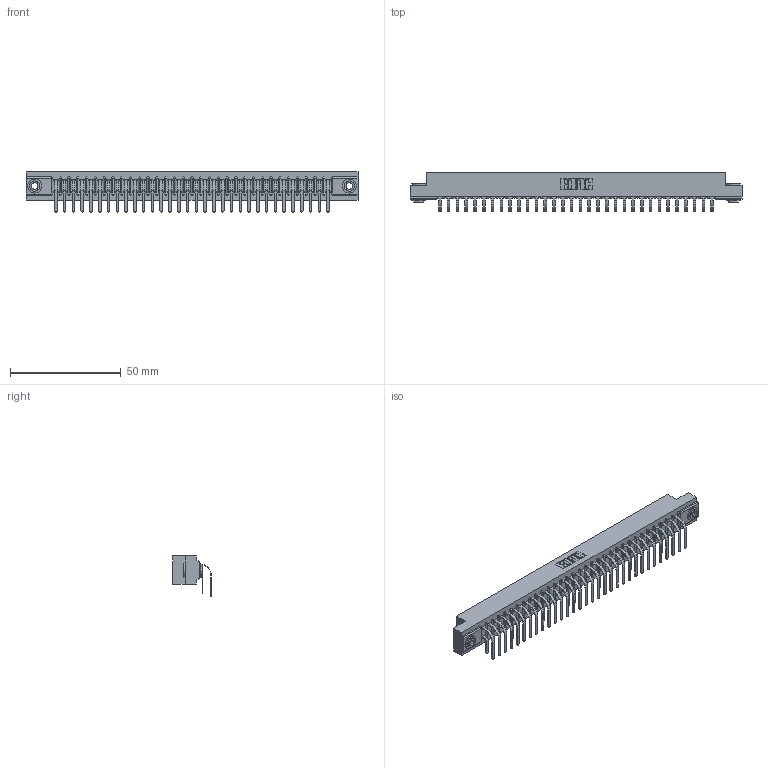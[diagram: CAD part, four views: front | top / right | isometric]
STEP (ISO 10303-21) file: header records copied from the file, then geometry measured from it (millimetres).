
FILE_DESCRIPTION (( 'STEP AP203' ), '1' );
FILE_NAME ('357-064-459-203.STEP', '2022-07-07T21:55:55', ( '' ), ( '' ), 'SwSTEP 2.0', 'SolidWorks 2020', '' );
FILE_SCHEMA (( 'CONFIG_CONTROL_DESIGN' ));
Length unit declared in the file: inch
Products named in the file (5): 345-250-002_345-250-002-102; 307 Part_.156 Dia Mounting Holes; 307-290-001_559 - 2 (Single); 307-290-001_558 559 - 1 (Single); 357-064-459-203
Assembly tree (67 placements, depth 2):
  357-064-459-203
    307 Part_.156 Dia Mounting Holes
    307-290-001_558 559 - 1 (Single)  x32
    307-290-001_559 - 2 (Single)  x32
    345-250-002_345-250-002-102  x2
Bounding box: 149.81 x 17.51 x 18.07 mm (x, y, z)
Volume: 16101.6 mm3; surface area: 21121.2 mm2
Topology: 67 solids, 67 shells, 3403 faces, 9523 edges, 6170 vertices
Faces by surface type: plane 2206, cylinder 1123, sphere 66, cone 8
Entity records: 32202 total; most frequent: CARTESIAN_POINT 5255, ORIENTED_EDGE 5198, DIRECTION 5165, EDGE_CURVE 2599, LINE 1981, VECTOR 1981, VERTEX_POINT 1682, AXIS2_PLACEMENT_3D 1592
